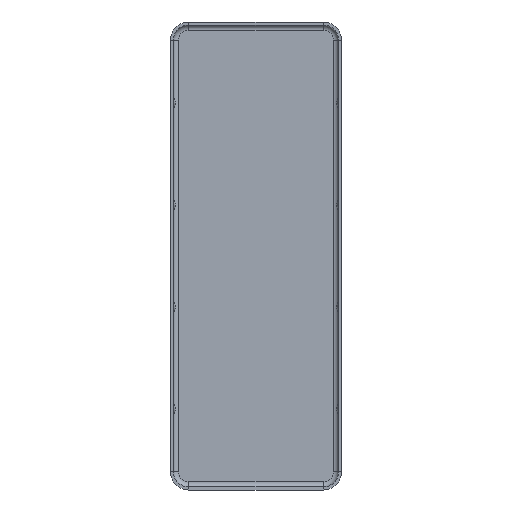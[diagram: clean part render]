
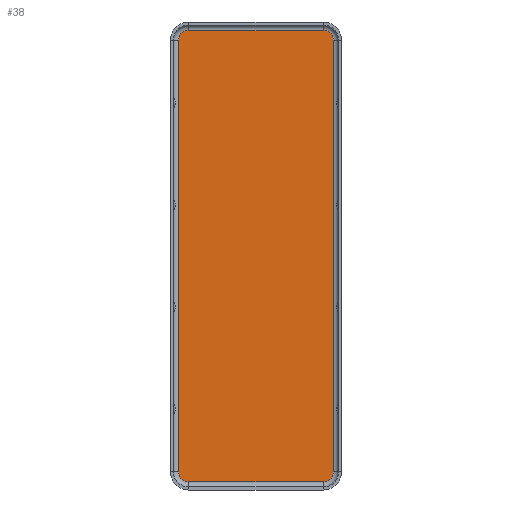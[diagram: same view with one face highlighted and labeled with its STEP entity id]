
A CAD part, front view. The second image highlights one B-rep face of the part: STEP entity #38.
In plain terms, the highlighted planar face has unit normal (0, -1, 0).
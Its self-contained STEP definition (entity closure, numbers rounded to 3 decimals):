
#3 = ORIENTED_EDGE ( 'NONE', *, *, #463, .F. ) ;
#18 = DIRECTION ( 'NONE',  ( 0., 0., 1. ) ) ;
#31 = PLANE ( 'NONE',  #1667 ) ;
#36 = LINE ( 'NONE', #1670, #670 ) ;
#38 = ADVANCED_FACE ( 'NONE', ( #1157 ), #31, .T. ) ;
#57 = DIRECTION ( 'NONE',  ( 0., 0., -1. ) ) ;
#138 = EDGE_CURVE ( 'NONE', #677, #169, #1300, .T. ) ;
#148 = EDGE_CURVE ( 'NONE', #824, #1319, #1239, .T. ) ;
#166 = EDGE_CURVE ( 'NONE', #501, #1626, #1973, .T. ) ;
#169 = VERTEX_POINT ( 'NONE', #787 ) ;
#200 = DIRECTION ( 'NONE',  ( 0., 0., -1. ) ) ;
#271 = EDGE_CURVE ( 'NONE', #1626, #169, #1224, .T. ) ;
#320 = LINE ( 'NONE', #1588, #2065 ) ;
#360 = CARTESIAN_POINT ( 'NONE',  ( -6.6, 0., -21.15 ) ) ;
#380 = CARTESIAN_POINT ( 'NONE',  ( -7.6, 0., 0. ) ) ;
#458 = EDGE_CURVE ( 'NONE', #885, #898, #607, .T. ) ;
#463 = EDGE_CURVE ( 'NONE', #501, #824, #36, .T. ) ;
#495 = EDGE_CURVE ( 'NONE', #677, #885, #1311, .T. ) ;
#496 = AXIS2_PLACEMENT_3D ( 'NONE', #1951, #1298, #864 ) ;
#501 = VERTEX_POINT ( 'NONE', #995 ) ;
#588 = ORIENTED_EDGE ( 'NONE', *, *, #138, .F. ) ;
#593 = DIRECTION ( 'NONE',  ( -1., 0., 0. ) ) ;
#607 = CIRCLE ( 'NONE', #879, 1. ) ;
#670 = VECTOR ( 'NONE', #57, 1000. ) ;
#677 = VERTEX_POINT ( 'NONE', #1253 ) ;
#692 = CARTESIAN_POINT ( 'NONE',  ( -7.6, 0., -21.15 ) ) ;
#706 = ORIENTED_EDGE ( 'NONE', *, *, #458, .T. ) ;
#787 = CARTESIAN_POINT ( 'NONE',  ( -6.6, 0., 22.15 ) ) ;
#821 = CARTESIAN_POINT ( 'NONE',  ( 6.6, 0., -21.15 ) ) ;
#824 = VERTEX_POINT ( 'NONE', #835 ) ;
#835 = CARTESIAN_POINT ( 'NONE',  ( 7.6, 0., -21.15 ) ) ;
#858 = DIRECTION ( 'NONE',  ( 0., 0., 1. ) ) ;
#864 = DIRECTION ( 'NONE',  ( 0., 0., -1. ) ) ;
#876 = ORIENTED_EDGE ( 'NONE', *, *, #495, .T. ) ;
#879 = AXIS2_PLACEMENT_3D ( 'NONE', #360, #1159, #858 ) ;
#885 = VERTEX_POINT ( 'NONE', #692 ) ;
#898 = VERTEX_POINT ( 'NONE', #1180 ) ;
#911 = AXIS2_PLACEMENT_3D ( 'NONE', #821, #1189, #18 ) ;
#995 = CARTESIAN_POINT ( 'NONE',  ( 7.6, 0., 21.15 ) ) ;
#1007 = AXIS2_PLACEMENT_3D ( 'NONE', #1090, #1256, #1411 ) ;
#1031 = DIRECTION ( 'NONE',  ( 0., 0., -1. ) ) ;
#1038 = ORIENTED_EDGE ( 'NONE', *, *, #271, .T. ) ;
#1062 = VECTOR ( 'NONE', #1031, 1000. ) ;
#1090 = CARTESIAN_POINT ( 'NONE',  ( 6.6, 0., 21.15 ) ) ;
#1157 = FACE_OUTER_BOUND ( 'NONE', #1351, .T. ) ;
#1159 = DIRECTION ( 'NONE',  ( 0., -1., 0. ) ) ;
#1160 = CARTESIAN_POINT ( 'NONE',  ( 6.6, 0., 22.15 ) ) ;
#1180 = CARTESIAN_POINT ( 'NONE',  ( -6.6, 0., -22.15 ) ) ;
#1189 = DIRECTION ( 'NONE',  ( 0., 1., 0. ) ) ;
#1224 = LINE ( 'NONE', #1729, #1273 ) ;
#1239 = CIRCLE ( 'NONE', #911, 1. ) ;
#1253 = CARTESIAN_POINT ( 'NONE',  ( -7.6, 0., 21.15 ) ) ;
#1256 = DIRECTION ( 'NONE',  ( 0., -1., 0. ) ) ;
#1273 = VECTOR ( 'NONE', #593, 1000. ) ;
#1298 = DIRECTION ( 'NONE',  ( 0., 1., 0. ) ) ;
#1300 = CIRCLE ( 'NONE', #496, 1. ) ;
#1311 = LINE ( 'NONE', #380, #1062 ) ;
#1319 = VERTEX_POINT ( 'NONE', #1559 ) ;
#1351 = EDGE_LOOP ( 'NONE', ( #1818, #1483, #3, #1387, #1038, #588, #876, #706 ) ) ;
#1387 = ORIENTED_EDGE ( 'NONE', *, *, #166, .T. ) ;
#1411 = DIRECTION ( 'NONE',  ( 0., 0., -1. ) ) ;
#1466 = DIRECTION ( 'NONE',  ( -1., 0., 0. ) ) ;
#1482 = DIRECTION ( 'NONE',  ( 0., -1., 0. ) ) ;
#1483 = ORIENTED_EDGE ( 'NONE', *, *, #148, .F. ) ;
#1549 = EDGE_CURVE ( 'NONE', #1319, #898, #320, .T. ) ;
#1559 = CARTESIAN_POINT ( 'NONE',  ( 6.6, 0., -22.15 ) ) ;
#1588 = CARTESIAN_POINT ( 'NONE',  ( 6.6, 0., -22.15 ) ) ;
#1620 = CARTESIAN_POINT ( 'NONE',  ( 6.6, 0., -21.15 ) ) ;
#1626 = VERTEX_POINT ( 'NONE', #1160 ) ;
#1667 = AXIS2_PLACEMENT_3D ( 'NONE', #1620, #1482, #200 ) ;
#1670 = CARTESIAN_POINT ( 'NONE',  ( 7.6, 0., 0. ) ) ;
#1729 = CARTESIAN_POINT ( 'NONE',  ( 6.6, 0., 22.15 ) ) ;
#1818 = ORIENTED_EDGE ( 'NONE', *, *, #1549, .F. ) ;
#1951 = CARTESIAN_POINT ( 'NONE',  ( -6.6, 0., 21.15 ) ) ;
#1973 = CIRCLE ( 'NONE', #1007, 1. ) ;
#2065 = VECTOR ( 'NONE', #1466, 1000. ) ;
